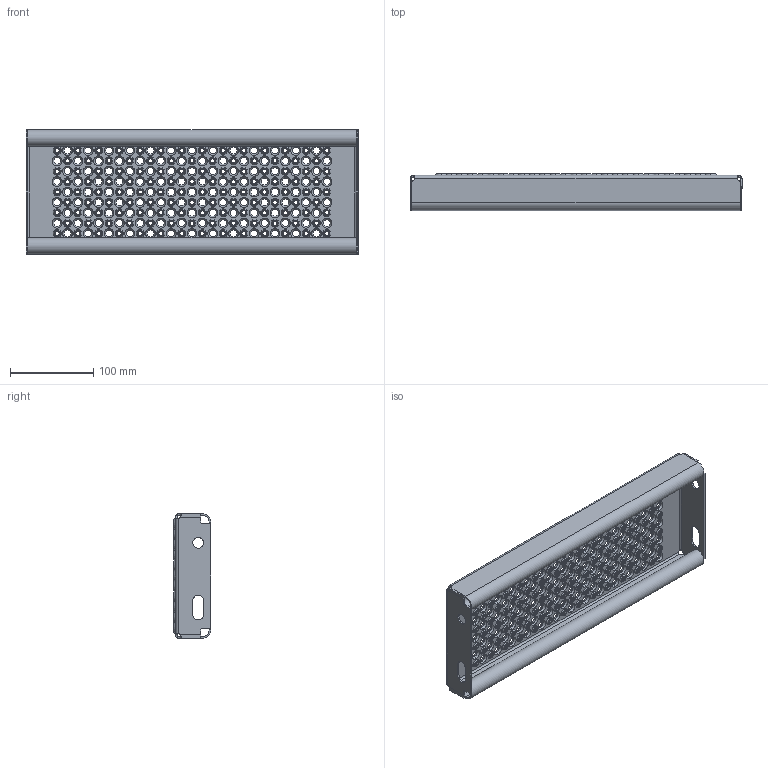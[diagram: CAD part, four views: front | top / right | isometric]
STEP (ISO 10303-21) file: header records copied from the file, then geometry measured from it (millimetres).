
FILE_DESCRIPTION (( 'STEP AP203' ), '1' );
FILE_NAME ('20607_ACHILTRIN_150x400x45_M_OPTRÆK.STEP', '2011-08-15T08:52:43', ( 'JKJ' ), ( '' ), 'SwSTEP 2.0', 'SolidWorks 2011', '' );
FILE_SCHEMA (( 'CONFIG_CONTROL_DESIGN' ));
Length unit declared in the file: millimetre
Products named in the file (1): 20607_ACHILTRIN_150x400x45_M_OPTRÆK
Bounding box: 400 x 45 x 150 mm (x, y, z)
Volume: 263812 mm3; surface area: 276252.6 mm2
Topology: 1 solids, 1 shells, 2177 faces, 4984 edges, 3106 vertices
Faces by surface type: cone 1188, cylinder 634, plane 347, bspline 8
Entity records: 63937 total; most frequent: DIRECTION 12326, CARTESIAN_POINT 10860, ORIENTED_EDGE 9968, AXIS2_PLACEMENT_3D 5204, EDGE_CURVE 4984, VERTEX_POINT 3106, EDGE_LOOP 3076, CIRCLE 3034
